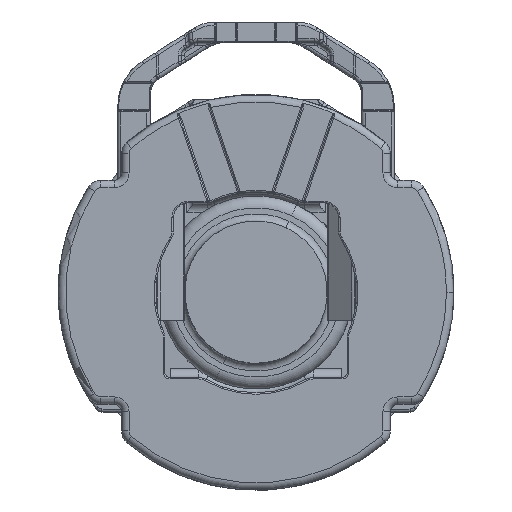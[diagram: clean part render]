
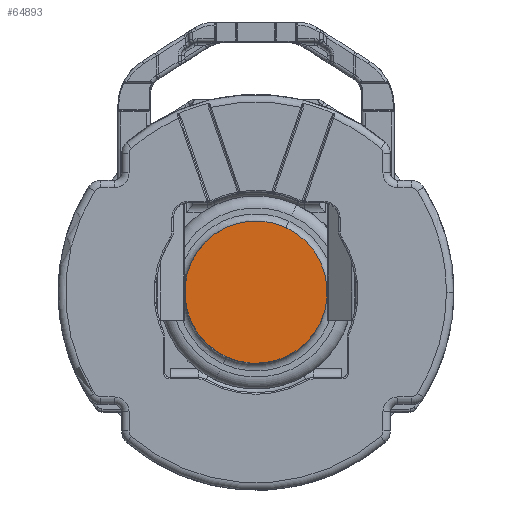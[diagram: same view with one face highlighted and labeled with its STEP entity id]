
A CAD part, top view. The second image highlights one B-rep face of the part: STEP entity #64893.
In plain terms, the highlighted planar face has unit normal (0, 0, 1).
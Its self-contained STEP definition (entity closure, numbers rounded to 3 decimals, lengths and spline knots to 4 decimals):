
#64873=AXIS2_PLACEMENT_3D('Plane Axis2P3D',#64870,#64871,#64872) ;
#64877=AXIS2_PLACEMENT_3D('Circle Axis2P3D',#64875,#64876,$) ;
#64886=AXIS2_PLACEMENT_3D('Circle Axis2P3D',#64884,#64885,$) ;
#64870=CARTESIAN_POINT('Axis2P3D Location',(0.,0.,19.45)) ;
#64875=CARTESIAN_POINT('Axis2P3D Location',(0.,0.,19.45)) ;
#64879=CARTESIAN_POINT('Vertex',(1.997,4.3263,19.45)) ;
#64881=CARTESIAN_POINT('Vertex',(-1.997,-4.3263,19.45)) ;
#64884=CARTESIAN_POINT('Axis2P3D Location',(0.,0.,19.45)) ;
#64871=DIRECTION('Axis2P3D Direction',(0.,0.,-1.)) ;
#64872=DIRECTION('Axis2P3D XDirection',(-0.803,-0.596,0.)) ;
#64876=DIRECTION('Axis2P3D Direction',(0.,0.,-1.)) ;
#64885=DIRECTION('Axis2P3D Direction',(0.,0.,-1.)) ;
#64890=ORIENTED_EDGE('',*,*,#64883,.T.) ;
#64891=ORIENTED_EDGE('',*,*,#64888,.T.) ;
#64893=ADVANCED_FACE('SAE Male 3/8"',(#64892),#64874,.F.) ;
#64878=CIRCLE('generated circle',#64877,4.765) ;
#64887=CIRCLE('generated circle',#64886,4.765) ;
#64883=EDGE_CURVE('',#64880,#64882,#64878,.F.) ;
#64888=EDGE_CURVE('',#64882,#64880,#64887,.F.) ;
#64889=EDGE_LOOP('',(#64890,#64891)) ;
#64892=FACE_OUTER_BOUND('',#64889,.T.) ;
#64874=PLANE('',#64873) ;
#64880=VERTEX_POINT('',#64879) ;
#64882=VERTEX_POINT('',#64881) ;
